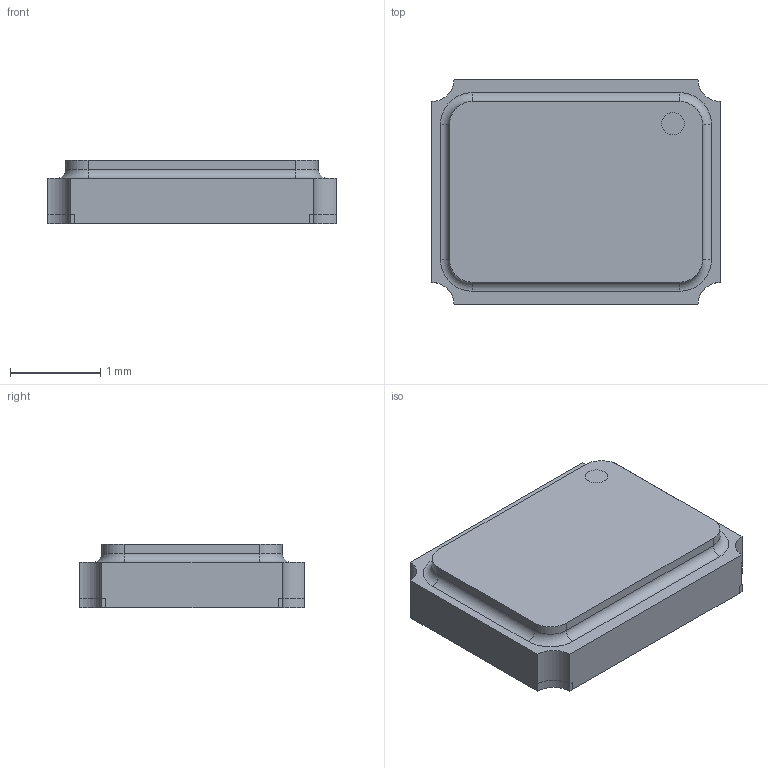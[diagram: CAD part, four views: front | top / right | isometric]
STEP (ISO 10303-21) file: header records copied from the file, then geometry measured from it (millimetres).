
FILE_DESCRIPTION (( 'STEP AP214' ), '1' );
FILE_NAME ('NX3225SA-16.000000MHZ-T1.STEP', '2023-01-29T07:12:21', ( '' ), ( '' ), 'SwSTEP 2.0', 'SolidWorks 2022', '' );
FILE_SCHEMA (( 'AUTOMOTIVE_DESIGN' ));
Length unit declared in the file: millimetre
Products named in the file (1): NX3225SA-16.000000MHZ-T1
Bounding box: 3.2 x 2.5 x 0.7 mm (x, y, z)
Volume: 5 mm3; surface area: 30.5 mm2
Topology: 6 solids, 6 shells, 108 faces, 274 edges, 180 vertices
Faces by surface type: plane 84, cylinder 20, torus 4
Entity records: 4133 total; most frequent: CARTESIAN_POINT 563, ORIENTED_EDGE 548, DIRECTION 536, EDGE_CURVE 274, VECTOR 230, LINE 230, VERTEX_POINT 180, AXIS2_PLACEMENT_3D 153
